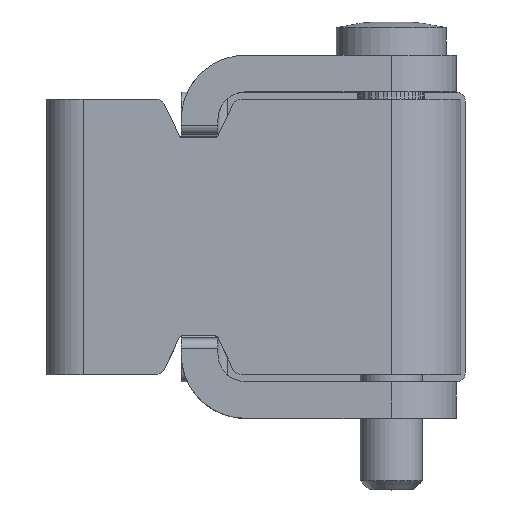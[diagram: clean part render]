
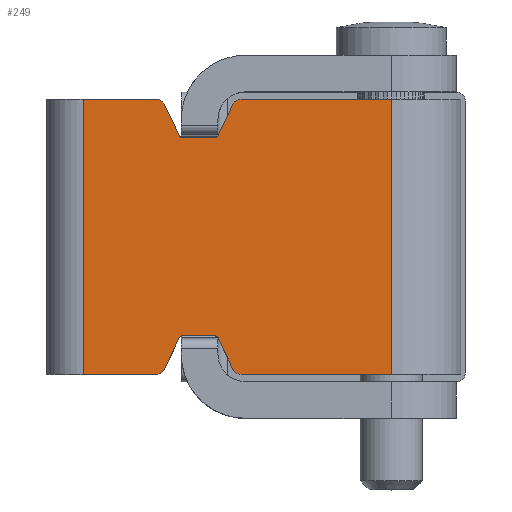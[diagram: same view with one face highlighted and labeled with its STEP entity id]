
A CAD part, top view. The second image highlights one B-rep face of the part: STEP entity #249.
In plain terms, the highlighted planar face has unit normal (0, 0, 1).
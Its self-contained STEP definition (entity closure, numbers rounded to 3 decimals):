
#249=ADVANCED_FACE('',(#657),#658,.T.);
#657=FACE_OUTER_BOUND('',#1267,.T.);
#658=PLANE('',#1268);
#1267=EDGE_LOOP('',(#1979,#1980,#1981,#1982,#1983,#1984,#1985,#1986,#1987,#1988,#1989,#1990,#1991,#1992,#1993,#1994,#1995,#1996,#1997,#1998));
#1268=AXIS2_PLACEMENT_3D('',#1999,#2000,#2001);
#1979=ORIENTED_EDGE('',*,*,#3680,.F.);
#1980=ORIENTED_EDGE('',*,*,#3681,.T.);
#1981=ORIENTED_EDGE('',*,*,#3682,.F.);
#1982=ORIENTED_EDGE('',*,*,#3683,.T.);
#1983=ORIENTED_EDGE('',*,*,#3684,.T.);
#1984=ORIENTED_EDGE('',*,*,#3685,.T.);
#1985=ORIENTED_EDGE('',*,*,#3686,.T.);
#1986=ORIENTED_EDGE('',*,*,#3687,.T.);
#1987=ORIENTED_EDGE('',*,*,#3688,.T.);
#1988=ORIENTED_EDGE('',*,*,#3689,.T.);
#1989=ORIENTED_EDGE('',*,*,#3690,.T.);
#1990=ORIENTED_EDGE('',*,*,#3691,.T.);
#1991=ORIENTED_EDGE('',*,*,#3692,.T.);
#1992=ORIENTED_EDGE('',*,*,#3693,.T.);
#1993=ORIENTED_EDGE('',*,*,#3694,.F.);
#1994=ORIENTED_EDGE('',*,*,#3695,.T.);
#1995=ORIENTED_EDGE('',*,*,#3696,.F.);
#1996=ORIENTED_EDGE('',*,*,#3697,.T.);
#1997=ORIENTED_EDGE('',*,*,#3698,.F.);
#1998=ORIENTED_EDGE('',*,*,#3699,.T.);
#1999=CARTESIAN_POINT('',(-16.05,-7.5,10.05));
#2000=DIRECTION('',(0.,0.0,1.0));
#2001=DIRECTION('',(-1.0,0.0,0.));
#3680=EDGE_CURVE('',#4376,#4377,#4378,.T.);
#3681=EDGE_CURVE('',#4376,#4379,#4380,.T.);
#3682=EDGE_CURVE('',#4381,#4379,#4382,.T.);
#3683=EDGE_CURVE('',#4381,#4383,#4384,.F.);
#3684=EDGE_CURVE('',#4383,#4385,#4386,.T.);
#3685=EDGE_CURVE('',#4385,#4387,#4388,.T.);
#3686=EDGE_CURVE('',#4387,#4389,#4390,.T.);
#3687=EDGE_CURVE('',#4389,#4391,#4392,.F.);
#3688=EDGE_CURVE('',#4391,#4393,#4394,.T.);
#3689=EDGE_CURVE('',#4393,#4395,#4396,.F.);
#3690=EDGE_CURVE('',#4395,#4397,#4398,.T.);
#3691=EDGE_CURVE('',#4397,#4399,#4400,.T.);
#3692=EDGE_CURVE('',#4399,#4401,#4402,.T.);
#3693=EDGE_CURVE('',#4401,#4403,#4404,.T.);
#3694=EDGE_CURVE('',#4405,#4403,#4406,.T.);
#3695=EDGE_CURVE('',#4405,#4407,#4408,.T.);
#3696=EDGE_CURVE('',#4409,#4407,#4410,.T.);
#3697=EDGE_CURVE('',#4409,#4411,#4412,.F.);
#3698=EDGE_CURVE('',#4413,#4411,#4414,.T.);
#3699=EDGE_CURVE('',#4413,#4377,#4415,.F.);
#4376=VERTEX_POINT('',#5399);
#4377=VERTEX_POINT('',#5400);
#4378=LINE('',#5401,#5402);
#4379=VERTEX_POINT('',#5403);
#4380=CIRCLE('',#5404,0.5);
#4381=VERTEX_POINT('',#5405);
#4382=LINE('',#5406,#5407);
#4383=VERTEX_POINT('',#5408);
#4384=LINE('',#5409,#5410);
#4385=VERTEX_POINT('',#5411);
#4386=LINE('',#5412,#5413);
#4387=VERTEX_POINT('',#5414);
#4388=CIRCLE('',#5415,0.5);
#4389=VERTEX_POINT('',#5416);
#4390=LINE('',#5417,#5418);
#4391=VERTEX_POINT('',#5419);
#4392=CIRCLE('',#5420,0.2);
#4393=VERTEX_POINT('',#5421);
#4394=LINE('',#5422,#5423);
#4395=VERTEX_POINT('',#5424);
#4396=CIRCLE('',#5425,0.2);
#4397=VERTEX_POINT('',#5426);
#4398=LINE('',#5427,#5428);
#4399=VERTEX_POINT('',#5429);
#4400=CIRCLE('',#5430,0.5);
#4401=VERTEX_POINT('',#5431);
#4402=LINE('',#5432,#5433);
#4403=VERTEX_POINT('',#5434);
#4404=LINE('',#5435,#5436);
#4405=VERTEX_POINT('',#5437);
#4406=LINE('',#5438,#5439);
#4407=VERTEX_POINT('',#5440);
#4408=CIRCLE('',#5441,0.5);
#4409=VERTEX_POINT('',#5442);
#4410=LINE('',#5443,#5444);
#4411=VERTEX_POINT('',#5445);
#4412=CIRCLE('',#5446,0.2);
#4413=VERTEX_POINT('',#5447);
#4414=LINE('',#5448,#5449);
#4415=CIRCLE('',#5450,0.2);
#5399=CARTESIAN_POINT('',(-9.614,7.215,10.05));
#5400=CARTESIAN_POINT('',(-8.804,5.514,10.05));
#5401=CARTESIAN_POINT('',(-5.092,-2.282,10.05));
#5402=VECTOR('',#6766,1.0);
#5403=CARTESIAN_POINT('',(-10.066,7.5,10.05));
#5404=AXIS2_PLACEMENT_3D('',#6767,#6768,#6769);
#5405=CARTESIAN_POINT('',(-14.05,7.5,10.05));
#5406=CARTESIAN_POINT('',(-16.05,7.5,10.05));
#5407=VECTOR('',#6770,1.0);
#5408=CARTESIAN_POINT('',(-14.05,-7.5,10.05));
#5409=CARTESIAN_POINT('',(-14.05,-7.5,10.05));
#5410=VECTOR('',#6771,1.0);
#5411=CARTESIAN_POINT('',(-10.066,-7.5,10.05));
#5412=CARTESIAN_POINT('',(-16.05,-7.5,10.05));
#5413=VECTOR('',#6772,1.0);
#5414=CARTESIAN_POINT('',(-9.614,-7.215,10.05));
#5415=AXIS2_PLACEMENT_3D('',#6773,#6774,#6775);
#5416=CARTESIAN_POINT('',(-8.804,-5.514,10.05));
#5417=CARTESIAN_POINT('',(-10.915,-9.945,10.05));
#5418=VECTOR('',#6776,1.0);
#5419=CARTESIAN_POINT('',(-8.624,-5.4,10.05));
#5420=AXIS2_PLACEMENT_3D('',#6777,#6778,#6779);
#5421=CARTESIAN_POINT('',(-6.876,-5.4,10.05));
#5422=CARTESIAN_POINT('',(-16.05,-5.4,10.05));
#5423=VECTOR('',#6780,1.0);
#5424=CARTESIAN_POINT('',(-6.696,-5.514,10.05));
#5425=AXIS2_PLACEMENT_3D('',#6781,#6782,#6783);
#5426=CARTESIAN_POINT('',(-5.886,-7.215,10.05));
#5427=CARTESIAN_POINT('',(-7.654,-3.502,10.05));
#5428=VECTOR('',#6784,1.0);
#5429=CARTESIAN_POINT('',(-5.434,-7.5,10.05));
#5430=AXIS2_PLACEMENT_3D('',#6785,#6786,#6787);
#5431=CARTESIAN_POINT('',(2.75,-7.5,10.05));
#5432=CARTESIAN_POINT('',(-16.05,-7.5,10.05));
#5433=VECTOR('',#6788,1.0);
#5434=CARTESIAN_POINT('',(2.75,7.5,10.05));
#5435=CARTESIAN_POINT('',(2.75,-7.5,10.05));
#5436=VECTOR('',#6789,1.0);
#5437=CARTESIAN_POINT('',(-5.434,7.5,10.05));
#5438=CARTESIAN_POINT('',(-16.05,7.5,10.05));
#5439=VECTOR('',#6790,1.0);
#5440=CARTESIAN_POINT('',(-5.886,7.215,10.05));
#5441=AXIS2_PLACEMENT_3D('',#6791,#6792,#6793);
#5442=CARTESIAN_POINT('',(-6.696,5.514,10.05));
#5443=CARTESIAN_POINT('',(-13.476,-8.726,10.05));
#5444=VECTOR('',#6794,1.0);
#5445=CARTESIAN_POINT('',(-6.876,5.4,10.05));
#5446=AXIS2_PLACEMENT_3D('',#6795,#6796,#6797);
#5447=CARTESIAN_POINT('',(-8.624,5.4,10.05));
#5448=CARTESIAN_POINT('',(-16.05,5.4,10.05));
#5449=VECTOR('',#6798,1.0);
#5450=AXIS2_PLACEMENT_3D('',#6799,#6800,#6801);
#6766=DIRECTION('',(0.43,-0.903,0.));
#6767=CARTESIAN_POINT('',(-10.066,7.0,10.05));
#6768=DIRECTION('',(0.,0.0,1.0));
#6769=DIRECTION('',(0.0,-1.0,0.0));
#6770=DIRECTION('',(1.0,0.0,0.));
#6771=DIRECTION('',(0.0,1.0,0.0));
#6772=DIRECTION('',(1.0,0.0,0.));
#6773=CARTESIAN_POINT('',(-10.066,-7.0,10.05));
#6774=DIRECTION('',(0.,0.0,1.0));
#6775=DIRECTION('',(0.0,-1.0,0.0));
#6776=DIRECTION('',(0.43,0.903,0.));
#6777=CARTESIAN_POINT('',(-8.624,-5.6,10.05));
#6778=DIRECTION('',(0.,0.0,1.0));
#6779=DIRECTION('',(0.0,-1.0,0.0));
#6780=DIRECTION('',(1.0,0.,0.));
#6781=CARTESIAN_POINT('',(-6.876,-5.6,10.05));
#6782=DIRECTION('',(0.,0.0,1.0));
#6783=DIRECTION('',(0.0,-1.0,0.0));
#6784=DIRECTION('',(0.43,-0.903,0.));
#6785=CARTESIAN_POINT('',(-5.434,-7.0,10.05));
#6786=DIRECTION('',(0.,0.0,1.0));
#6787=DIRECTION('',(0.0,-1.0,0.0));
#6788=DIRECTION('',(1.0,0.0,0.));
#6789=DIRECTION('',(0.0,1.0,0.0));
#6790=DIRECTION('',(1.0,0.0,0.));
#6791=CARTESIAN_POINT('',(-5.434,7.0,10.05));
#6792=DIRECTION('',(0.,0.0,1.0));
#6793=DIRECTION('',(0.0,-1.0,0.0));
#6794=DIRECTION('',(0.43,0.903,0.));
#6795=CARTESIAN_POINT('',(-6.876,5.6,10.05));
#6796=DIRECTION('',(0.,0.0,1.0));
#6797=DIRECTION('',(0.0,-1.0,0.0));
#6798=DIRECTION('',(1.0,0.,0.));
#6799=CARTESIAN_POINT('',(-8.624,5.6,10.05));
#6800=DIRECTION('',(0.,0.0,1.0));
#6801=DIRECTION('',(0.0,-1.0,0.0));
